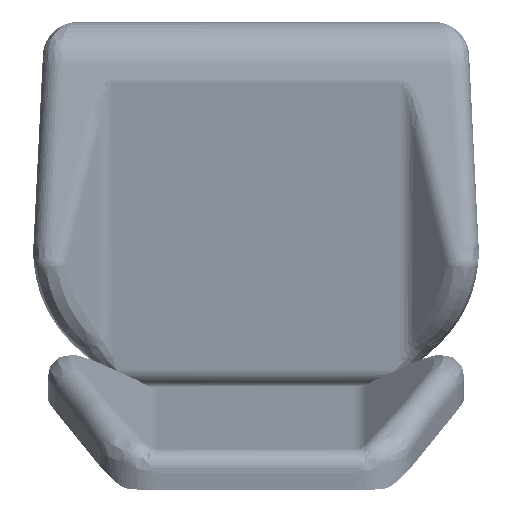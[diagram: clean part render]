
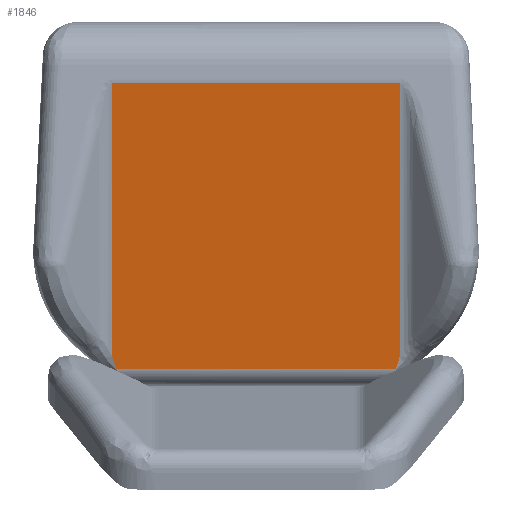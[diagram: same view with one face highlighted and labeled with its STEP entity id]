
A CAD part, top view. The second image highlights one B-rep face of the part: STEP entity #1846.
In plain terms, the highlighted planar face has unit normal (0, -0.156, 0.988).
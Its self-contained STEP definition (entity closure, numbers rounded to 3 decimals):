
#1846 = ADVANCED_FACE('',(#1847),#1899,.T.);
#1847 = FACE_BOUND('',#1848,.T.);
#1848 = EDGE_LOOP('',(#1849,#1859,#1868,#1876,#1884,#1892));
#1849 = ORIENTED_EDGE('',*,*,#1850,.T.);
#1850 = EDGE_CURVE('',#1851,#1853,#1855,.T.);
#1851 = VERTEX_POINT('',#1852);
#1852 = CARTESIAN_POINT('',(-266.367,-109.014,
    -23.405));
#1853 = VERTEX_POINT('',#1854);
#1854 = CARTESIAN_POINT('',(28.82,-109.014,
    -23.405));
#1855 = LINE('',#1856,#1857);
#1856 = CARTESIAN_POINT('',(26.625,-109.014,
    -23.405));
#1857 = VECTOR('',#1858,1.);
#1858 = DIRECTION('',(1.,0.,0.));
#1859 = ORIENTED_EDGE('',*,*,#1860,.T.);
#1860 = EDGE_CURVE('',#1853,#1861,#1863,.T.);
#1861 = VERTEX_POINT('',#1862);
#1862 = CARTESIAN_POINT('',(32.942,-95.894,
    -21.327));
#1863 = B_SPLINE_CURVE_WITH_KNOTS('',3,(#1864,#1865,#1866,#1867),
  .UNSPECIFIED.,.F.,.F.,(4,4),(0.,0.014),
  .PIECEWISE_BEZIER_KNOTS.);
#1864 = CARTESIAN_POINT('',(28.82,-109.014,
    -23.405));
#1865 = CARTESIAN_POINT('',(30.297,-104.672,
    -22.717));
#1866 = CARTESIAN_POINT('',(31.631,-100.286,
    -22.023));
#1867 = CARTESIAN_POINT('',(32.942,-95.894,
    -21.327));
#1868 = ORIENTED_EDGE('',*,*,#1869,.T.);
#1869 = EDGE_CURVE('',#1861,#1870,#1872,.T.);
#1870 = VERTEX_POINT('',#1871);
#1871 = CARTESIAN_POINT('',(32.942,192.727,
    24.386));
#1872 = LINE('',#1873,#1874);
#1873 = CARTESIAN_POINT('',(32.942,195.146,
    24.769));
#1874 = VECTOR('',#1875,1.);
#1875 = DIRECTION('',(0.,0.988,0.156)
  );
#1876 = ORIENTED_EDGE('',*,*,#1877,.T.);
#1877 = EDGE_CURVE('',#1870,#1878,#1880,.T.);
#1878 = VERTEX_POINT('',#1879);
#1879 = CARTESIAN_POINT('',(-270.489,192.727,
    24.386));
#1880 = LINE('',#1881,#1882);
#1881 = CARTESIAN_POINT('',(-278.773,192.727,
    24.386));
#1882 = VECTOR('',#1883,1.);
#1883 = DIRECTION('',(-1.,0.,0.));
#1884 = ORIENTED_EDGE('',*,*,#1885,.T.);
#1885 = EDGE_CURVE('',#1878,#1886,#1888,.T.);
#1886 = VERTEX_POINT('',#1887);
#1887 = CARTESIAN_POINT('',(-270.489,-95.894,
    -21.327));
#1888 = LINE('',#1889,#1890);
#1889 = CARTESIAN_POINT('',(-270.489,-112.117,
    -23.897));
#1890 = VECTOR('',#1891,1.);
#1891 = DIRECTION('',(0.,-0.988,-0.156)
  );
#1892 = ORIENTED_EDGE('',*,*,#1893,.T.);
#1893 = EDGE_CURVE('',#1886,#1851,#1894,.T.);
#1894 = B_SPLINE_CURVE_WITH_KNOTS('',3,(#1895,#1896,#1897,#1898),
  .UNSPECIFIED.,.F.,.F.,(4,4),(0.,0.014),
  .PIECEWISE_BEZIER_KNOTS.);
#1895 = CARTESIAN_POINT('',(-270.489,-95.894,
    -21.327));
#1896 = CARTESIAN_POINT('',(-269.178,-100.286,
    -22.023));
#1897 = CARTESIAN_POINT('',(-267.844,-104.672,
    -22.717));
#1898 = CARTESIAN_POINT('',(-266.367,-109.014,
    -23.405));
#1899 = PLANE('',#1900);
#1900 = AXIS2_PLACEMENT_3D('',#1901,#1902,#1903);
#1901 = CARTESIAN_POINT('',(41.227,460.531,
    66.802));
#1902 = DIRECTION('',(0.,-0.156,0.988)
  );
#1903 = DIRECTION('',(0.,-0.988,-0.156));
